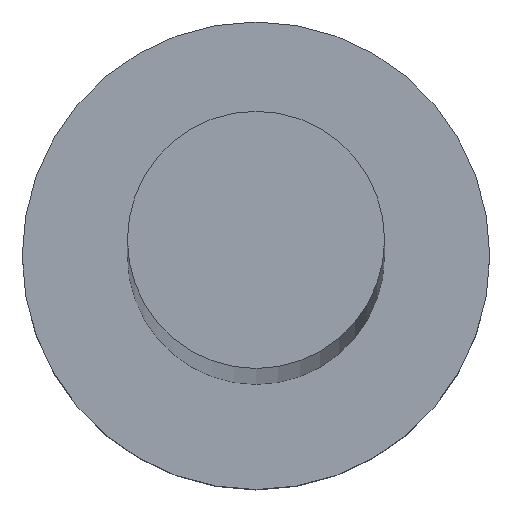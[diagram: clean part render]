
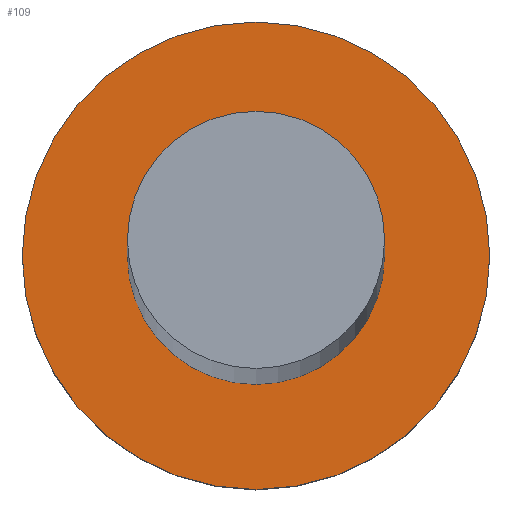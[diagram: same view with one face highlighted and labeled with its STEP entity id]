
A CAD part, top view. The second image highlights one B-rep face of the part: STEP entity #109.
In plain terms, the highlighted planar face has unit normal (0, 0, 1).
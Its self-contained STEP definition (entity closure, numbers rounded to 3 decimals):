
#1 = DIRECTION ( 'NONE',  ( 1., 0., 0. ) ) ;
#8 = CARTESIAN_POINT ( 'NONE',  ( 0., 0., 5. ) ) ;
#15 = EDGE_CURVE ( 'NONE', #153, #36, #20, .T. ) ;
#17 = EDGE_LOOP ( 'NONE', ( #28, #111 ) ) ;
#20 = CIRCLE ( 'NONE', #146, 2.75 ) ;
#28 = ORIENTED_EDGE ( 'NONE', *, *, #98, .F. ) ;
#29 = AXIS2_PLACEMENT_3D ( 'NONE', #255, #160, #1 ) ;
#30 = DIRECTION ( 'NONE',  ( 0., 0., 1. ) ) ;
#36 = VERTEX_POINT ( 'NONE', #141 ) ;
#44 = FACE_OUTER_BOUND ( 'NONE', #110, .T. ) ;
#58 = DIRECTION ( 'NONE',  ( 1., 0., 0. ) ) ;
#65 = PLANE ( 'NONE',  #67 ) ;
#67 = AXIS2_PLACEMENT_3D ( 'NONE', #128, #30, #78 ) ;
#78 = DIRECTION ( 'NONE',  ( 1., 0., 0. ) ) ;
#83 = ORIENTED_EDGE ( 'NONE', *, *, #242, .T. ) ;
#85 = ORIENTED_EDGE ( 'NONE', *, *, #127, .T. ) ;
#97 = DIRECTION ( 'NONE',  ( 1., 0., 0. ) ) ;
#98 = EDGE_CURVE ( 'NONE', #36, #153, #139, .T. ) ;
#103 = DIRECTION ( 'NONE',  ( 0., 0., 1. ) ) ;
#109 = ADVANCED_FACE ( 'NONE', ( #136, #44 ), #65, .T. ) ;
#110 = EDGE_LOOP ( 'NONE', ( #85, #83 ) ) ;
#111 = ORIENTED_EDGE ( 'NONE', *, *, #15, .F. ) ;
#126 = AXIS2_PLACEMENT_3D ( 'NONE', #168, #218, #243 ) ;
#127 = EDGE_CURVE ( 'NONE', #131, #221, #237, .T. ) ;
#128 = CARTESIAN_POINT ( 'NONE',  ( 0., 0., 5. ) ) ;
#131 = VERTEX_POINT ( 'NONE', #245 ) ;
#136 = FACE_BOUND ( 'NONE', #17, .T. ) ;
#137 = AXIS2_PLACEMENT_3D ( 'NONE', #8, #103, #97 ) ;
#139 = CIRCLE ( 'NONE', #29, 2.75 ) ;
#141 = CARTESIAN_POINT ( 'NONE',  ( -2.75, 0., 5. ) ) ;
#146 = AXIS2_PLACEMENT_3D ( 'NONE', #234, #213, #58 ) ;
#153 = VERTEX_POINT ( 'NONE', #246 ) ;
#160 = DIRECTION ( 'NONE',  ( 0., 0., 1. ) ) ;
#168 = CARTESIAN_POINT ( 'NONE',  ( 0., 0., 5. ) ) ;
#184 = CARTESIAN_POINT ( 'NONE',  ( 5., 0., 5. ) ) ;
#191 = CIRCLE ( 'NONE', #137, 5. ) ;
#213 = DIRECTION ( 'NONE',  ( 0., 0., 1. ) ) ;
#218 = DIRECTION ( 'NONE',  ( 0., 0., 1. ) ) ;
#221 = VERTEX_POINT ( 'NONE', #184 ) ;
#234 = CARTESIAN_POINT ( 'NONE',  ( 0., 0., 5. ) ) ;
#237 = CIRCLE ( 'NONE', #126, 5. ) ;
#242 = EDGE_CURVE ( 'NONE', #221, #131, #191, .T. ) ;
#243 = DIRECTION ( 'NONE',  ( 1., 0., 0. ) ) ;
#245 = CARTESIAN_POINT ( 'NONE',  ( -5., 0., 5. ) ) ;
#246 = CARTESIAN_POINT ( 'NONE',  ( 2.75, 0., 5. ) ) ;
#255 = CARTESIAN_POINT ( 'NONE',  ( 0., 0., 5. ) ) ;
